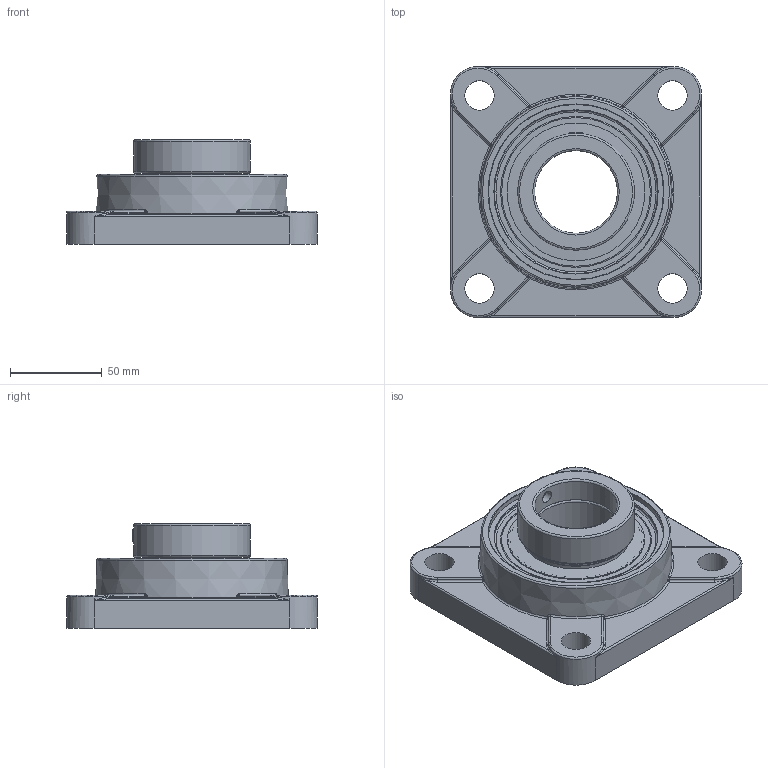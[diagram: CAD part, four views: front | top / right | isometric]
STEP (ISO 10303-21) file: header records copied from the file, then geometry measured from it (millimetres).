
FILE_DESCRIPTION(('HOOPS Exchange Step'),'2;1');
FILE_NAME('export-614048FF-B36F-4FFC-A591-775D7DF31A94.stp','2020-05-18T12:55:27-07:00',('dkerr'),('Alibre'),'HOOPS Exchange 2020.0','Alibre','Unknown authorisation');
FILE_SCHEMA( ('AP242_MANAGED_MODEL_BASED_3D_ENGINEERING_MIM_LF {1 0 10303 442 1 1 4 }') );
Length unit declared in the file: inch
Products named in the file (8): MRN SFM L4L 209; SNC 209 (Ball Bearing); SNC 209 (Shield); SNC 209 (Setscrew); SNC 209 (Collar); SNC 209 L4L (45mm) (Race); MRN SNC 209 L4L (45mm); MRN SNCSFM 209 L4L (45mm)
Assembly tree (8 placements, depth 3):
  MRN SNCSFM 209 L4L (45mm)
    MRN SFM L4L 209
    MRN SNC 209 L4L (45mm)
      SNC 209 (Ball Bearing)
      SNC 209 (Shield)  x2
      SNC 209 (Setscrew)
      SNC 209 (Collar)
      SNC 209 L4L (45mm) (Race)
Bounding box: 136.5 x 136.5 x 56.89 mm (x, y, z)
Volume: 345626.8 mm3; surface area: 105547.5 mm2
Topology: 16 solids, 16 shells, 218 faces, 561 edges, 337 vertices
Faces by surface type: cylinder 62, plane 53, torus 37, bspline 28, sphere 25, cone 13
Full cylindrical faces by diameter (mm): 6.782 x3, 16 x4, 45 x2, 50.292 x2, 57.15 x4, 57.912 x2, 63.5 x1, 71.381 x2, 74.93 x2, 88.9 x1, 91.44 x1, 95.22 x1
Entity records: 11388 total; most frequent: CARTESIAN_POINT 6203, DIRECTION 1107, ORIENTED_EDGE 998, EDGE_CURVE 499, AXIS2_PLACEMENT_3D 485, VERTEX_POINT 323, CIRCLE 278, EDGE_LOOP 236
